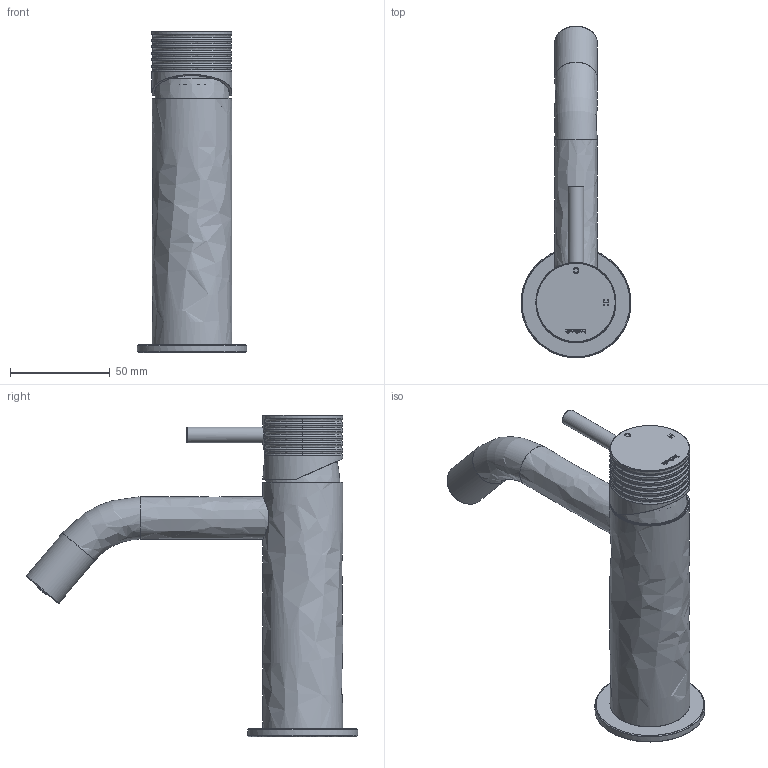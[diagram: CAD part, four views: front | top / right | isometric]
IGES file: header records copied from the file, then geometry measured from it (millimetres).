
Start section: C
Global section: file name: AR003L-00 rel1.igs; native system: By Siemens PLM Incorporated; preprocessor: XPlus GENERIC/IGES 24.1.129; author: Author; organization: Title; date: 20231214.175003; units: millimetre
Bounding box: 55 x 165.73 x 161 mm (x, y, z)
Surface area: 64165.8 mm2 (no closed solid volume)
Topology: 0 solids, 0 shells, 1064 faces, 5622 edges, 5604 vertices
Faces by surface type: bspline 1064
